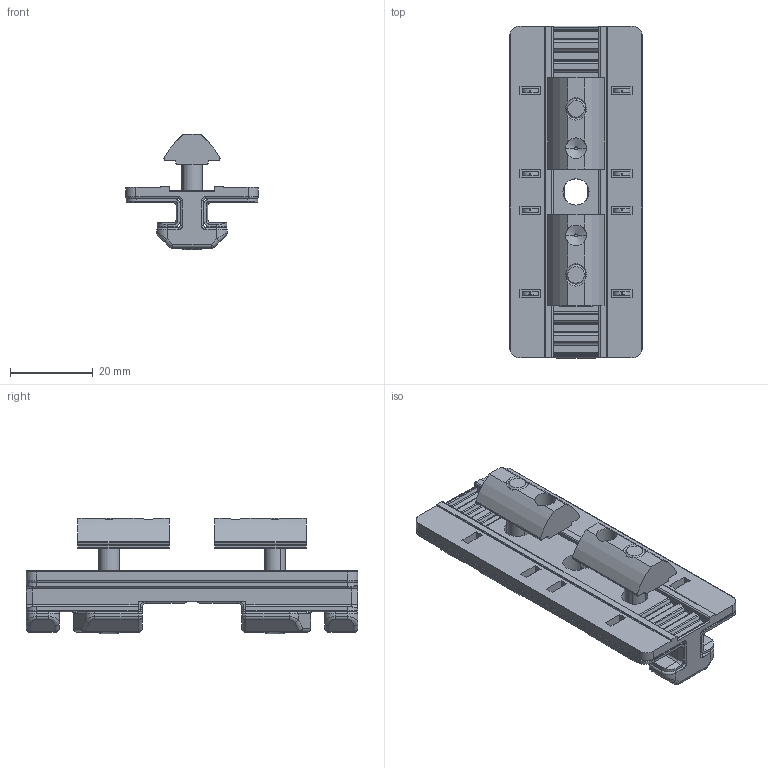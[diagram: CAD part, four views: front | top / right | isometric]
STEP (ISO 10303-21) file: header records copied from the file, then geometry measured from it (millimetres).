
FILE_DESCRIPTION(('STEP AP214'),'1');
FILE_NAME('fath_093ps0840l.stp','2017-04-24T18:58:58',('TraceParts'),('TraceParts S.A.'),'Spatial InterOp 3D',' ',' ');
FILE_SCHEMA(('automotive_design'));
Length unit declared in the file: millimetre
Products named in the file (9): fath_093ps0840l_1; fath_093ps0840l_2; fath_093ps0840l_3; fath_093ps0840l_4; fath_093ps0840l_5; fath_093ps0840l_6; fath_093ps0840l_7; fath_093ps0840l_8; fath_093ps0840l_9
Bounding box: 32 x 80 x 27.8 mm (x, y, z)
Volume: 17874.3 mm3; surface area: 19639.5 mm2
Topology: 9 solids, 9 shells, 661 faces, 1710 edges, 1044 vertices
Faces by surface type: plane 259, cylinder 258, torus 72, bspline 28, cone 24, sphere 20
Entity records: 26605 total; most frequent: CARTESIAN_POINT 5184, ORIENTED_EDGE 3380, DIRECTION 3370, EDGE_CURVE 1690, AXIS2_PLACEMENT_3D 1214, VERTEX_POINT 1044, LINE 942, VECTOR 942
